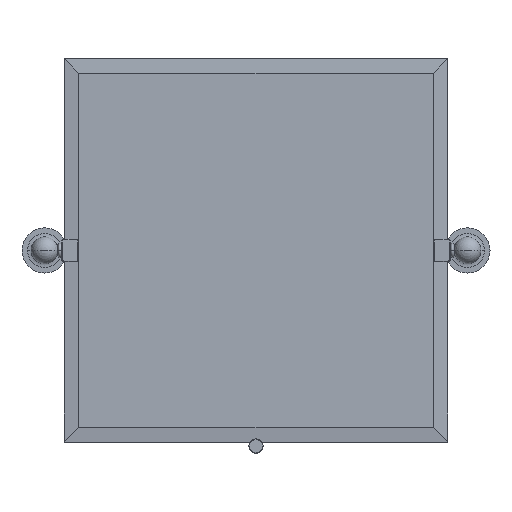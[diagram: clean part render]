
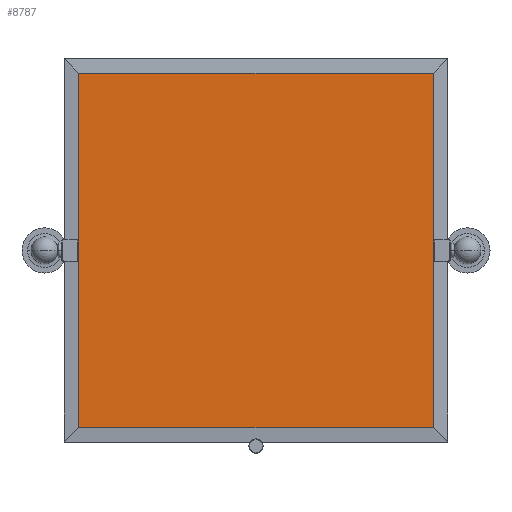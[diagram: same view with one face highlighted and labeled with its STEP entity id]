
A CAD part, top view. The second image highlights one B-rep face of the part: STEP entity #8787.
In plain terms, the highlighted planar face has unit normal (0, 0, 1).
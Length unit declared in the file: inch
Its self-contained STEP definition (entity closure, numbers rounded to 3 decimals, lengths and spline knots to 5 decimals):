
#610=DIRECTION('',(1.,0.,0.));
#611=VECTOR('',#610,18.5);
#612=CARTESIAN_POINT('',(-9.25,-9.25,0.236));
#613=LINE('',#612,#611);
#614=DIRECTION('',(0.,-1.,0.));
#615=VECTOR('',#614,18.5);
#616=CARTESIAN_POINT('',(-9.25,9.25,0.236));
#617=LINE('',#616,#615);
#618=DIRECTION('',(-1.,0.,0.));
#619=VECTOR('',#618,18.5);
#620=CARTESIAN_POINT('',(9.25,9.25,0.236));
#621=LINE('',#620,#619);
#622=DIRECTION('',(0.,1.,0.));
#623=VECTOR('',#622,18.5);
#624=CARTESIAN_POINT('',(9.25,-9.25,0.236));
#625=LINE('',#624,#623);
#7029=CARTESIAN_POINT('',(-9.25,-9.25,0.236));
#7031=VERTEX_POINT('',#7029);
#7034=CARTESIAN_POINT('',(9.25,-9.25,0.236));
#7035=VERTEX_POINT('',#7034);
#7036=CARTESIAN_POINT('',(9.25,9.25,0.236));
#7037=VERTEX_POINT('',#7036);
#7038=CARTESIAN_POINT('',(-9.25,9.25,0.236));
#7039=VERTEX_POINT('',#7038);
#8776=CARTESIAN_POINT('',(0.,0.,0.236));
#8777=DIRECTION('',(0.,0.,-1.));
#8778=DIRECTION('',(0.,1.,0.));
#8779=AXIS2_PLACEMENT_3D('',#8776,#8777,#8778);
#8780=PLANE('',#8779);
#8781=ORIENTED_EDGE('',*,*,#8034,.F.);
#8782=ORIENTED_EDGE('',*,*,#8053,.F.);
#8783=ORIENTED_EDGE('',*,*,#8756,.F.);
#8784=ORIENTED_EDGE('',*,*,#8769,.F.);
#8785=EDGE_LOOP('',(#8781,#8782,#8783,#8784));
#8786=FACE_OUTER_BOUND('',#8785,.F.);
#8787=ADVANCED_FACE('',(#8786),#8780,.F.);
#8034=EDGE_CURVE('',#7031,#7035,#613,.T.);
#8053=EDGE_CURVE('',#7039,#7031,#617,.T.);
#8756=EDGE_CURVE('',#7037,#7039,#621,.T.);
#8769=EDGE_CURVE('',#7035,#7037,#625,.T.);
